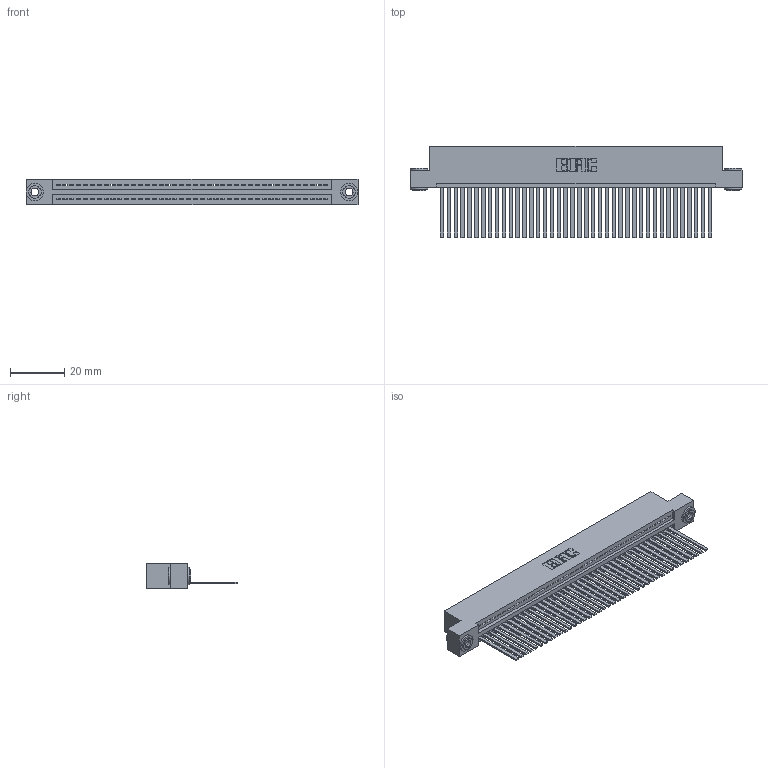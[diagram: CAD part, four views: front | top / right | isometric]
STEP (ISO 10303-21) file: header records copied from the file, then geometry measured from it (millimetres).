
FILE_DESCRIPTION (( 'STEP AP203' ), '1' );
FILE_NAME ('395-040-544-103.STEP', '2018-11-14T20:32:59', ( '' ), ( '' ), 'SwSTEP 2.0', 'SolidWorks 2016', '' );
FILE_SCHEMA (( 'CONFIG_CONTROL_DESIGN' ));
Length unit declared in the file: inch
Products named in the file (4): 395-040-544-103; 345-292-001_345-293-144; 345-250-002_345-250-002-102; 345 Part_Flush Mounting Lugs - 0.156 Dia-TH
Assembly tree (43 placements, depth 2):
  395-040-544-103
    345 Part_Flush Mounting Lugs - 0.156 Dia-TH
    345-292-001_345-293-144  x40
    345-250-002_345-250-002-102  x2
Bounding box: 122.81 x 33.96 x 9.4 mm (x, y, z)
Volume: 12130.8 mm3; surface area: 17698.8 mm2
Topology: 43 solids, 43 shells, 2244 faces, 6737 edges, 4434 vertices
Faces by surface type: plane 1530, cylinder 706, cone 8
Entity records: 30840 total; most frequent: CARTESIAN_POINT 5319, ORIENTED_EDGE 5286, DIRECTION 4677, EDGE_CURVE 2643, VECTOR 2331, LINE 2331, VERTEX_POINT 1758, AXIS2_PLACEMENT_3D 1173
